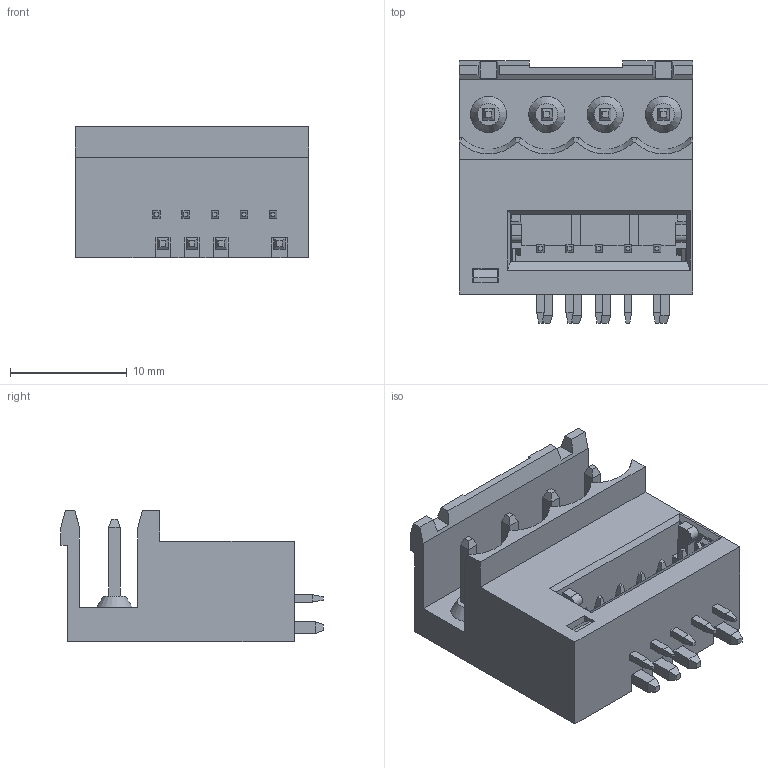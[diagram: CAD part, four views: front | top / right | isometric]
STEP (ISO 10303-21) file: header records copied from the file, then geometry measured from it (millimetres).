
FILE_DESCRIPTION(('STEP AP214'),'1');
FILE_NAME('PDX254-5-PZ.stp','2020-05-11T12:22:03',(' '),(' '),'Spatial InterOp 3D',' ',' ');
FILE_SCHEMA(('automotive_design'));
Length unit declared in the file: metre
Products named in the file (1): 1
Bounding box: 20 x 22.5 x 11.25 mm (x, y, z)
Volume: 2536.9 mm3; surface area: 2528.1 mm2
Topology: 1 solids, 1 shells, 344 faces, 887 edges, 562 vertices
Faces by surface type: plane 318, cylinder 18, cone 8
Entity records: 12900 total; most frequent: CARTESIAN_POINT 1806, ORIENTED_EDGE 1758, DIRECTION 1609, EDGE_CURVE 879, LINE 823, VECTOR 823, VERTEX_POINT 558, AXIS2_PLACEMENT_3D 393
